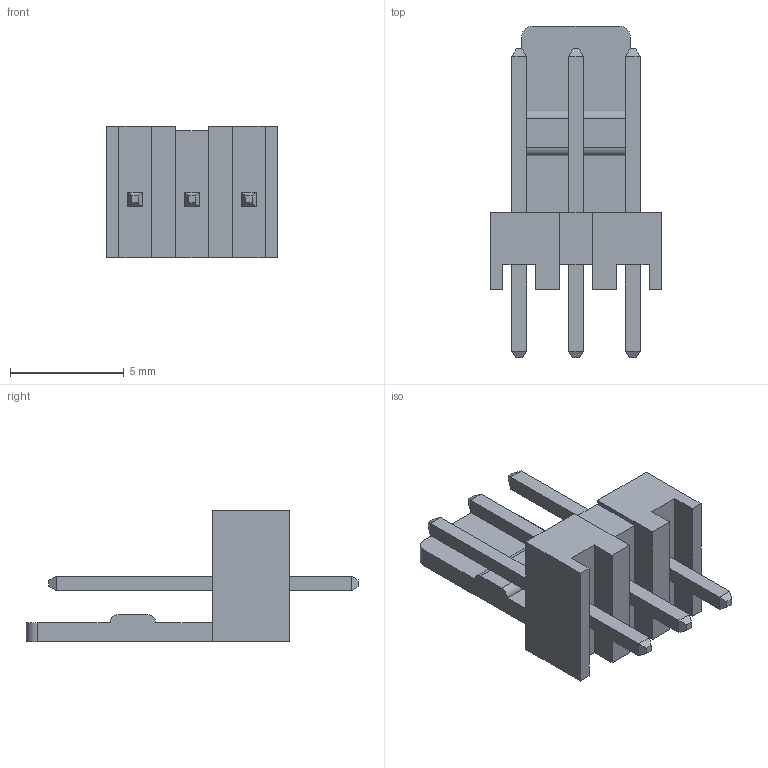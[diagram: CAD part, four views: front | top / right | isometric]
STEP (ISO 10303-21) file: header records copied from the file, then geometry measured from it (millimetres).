
FILE_DESCRIPTION (( 'STEP AP214' ), '1' );
FILE_NAME ('User Library-For fans.STEP', '2015-10-17T16:40:47', ( 'Windows User' ), ( '' ), 'SwSTEP 2.0', 'SolidWorks 2015', '' );
FILE_SCHEMA (( 'AUTOMOTIVE_DESIGN' ));
Length unit declared in the file: millimetre
Products named in the file (1): User Library-For fans
Bounding box: 7.5 x 14.6 x 5.8 mm (x, y, z)
Volume: 170.3 mm3; surface area: 423 mm2
Topology: 4 solids, 4 shells, 84 faces, 204 edges, 128 vertices
Faces by surface type: plane 80, cylinder 4
Entity records: 2776 total; most frequent: CARTESIAN_POINT 417, ORIENTED_EDGE 408, DIRECTION 382, EDGE_CURVE 204, VECTOR 196, LINE 196, VERTEX_POINT 128, AXIS2_PLACEMENT_3D 93
